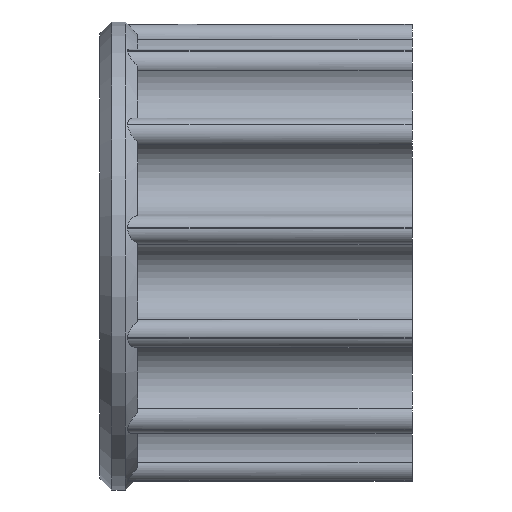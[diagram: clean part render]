
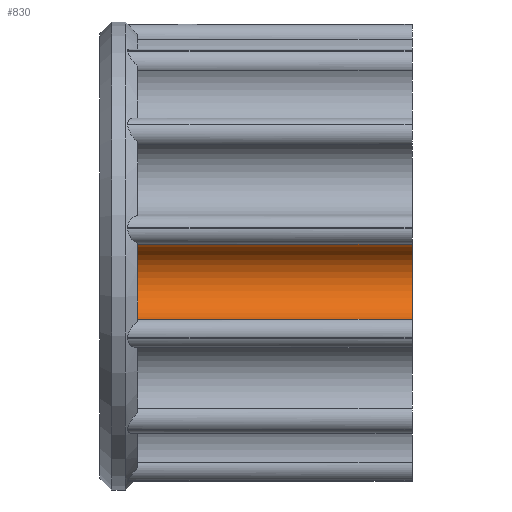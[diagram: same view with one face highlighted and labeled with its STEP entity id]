
A CAD part, left-side view. The second image highlights one B-rep face of the part: STEP entity #830.
In plain terms, the highlighted cylindrical face has radius 1.625 mm (diameter 3.25 mm), a partial arc.
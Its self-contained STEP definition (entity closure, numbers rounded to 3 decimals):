
#14 = DIRECTION ( 'NONE',  ( 0., 0., 1. ) ) ;
#144 = DIRECTION ( 'NONE',  ( 0., 1., 0. ) ) ;
#347 = CIRCLE ( 'NONE', #3782, 1.625 ) ;
#363 = CYLINDRICAL_SURFACE ( 'NONE', #4022, 1.625 ) ;
#387 = CARTESIAN_POINT ( 'NONE',  ( -9.27, 0., -1.126 ) ) ;
#748 = DIRECTION ( 'NONE',  ( 0., -1., 0. ) ) ;
#779 = CARTESIAN_POINT ( 'NONE',  ( -9.152, -1.587, 0.495 ) ) ;
#830 = ADVANCED_FACE ( 'NONE', ( #3214 ), #363, .F. ) ;
#836 = AXIS2_PLACEMENT_3D ( 'NONE', #886, #1113, #1839 ) ;
#869 = ORIENTED_EDGE ( 'NONE', *, *, #2959, .T. ) ;
#871 = VECTOR ( 'NONE', #144, 1000. ) ;
#886 = CARTESIAN_POINT ( 'NONE',  ( -9.27, 10., -1.126 ) ) ;
#905 = CARTESIAN_POINT ( 'NONE',  ( -9.152, 10., 0.495 ) ) ;
#997 = CARTESIAN_POINT ( 'NONE',  ( -8.768, 10., -2.671 ) ) ;
#1070 = VECTOR ( 'NONE', #748, 1000. ) ;
#1113 = DIRECTION ( 'NONE',  ( 0., 1., 0. ) ) ;
#1405 = LINE ( 'NONE', #2834, #1070 ) ;
#1434 = VERTEX_POINT ( 'NONE', #779 ) ;
#1592 = CARTESIAN_POINT ( 'NONE',  ( -9.152, 0., 0.495 ) ) ;
#1673 = CARTESIAN_POINT ( 'NONE',  ( -8.768, -1.587, -2.671 ) ) ;
#1839 = DIRECTION ( 'NONE',  ( 0.993, 0., 0.121 ) ) ;
#1883 = ORIENTED_EDGE ( 'NONE', *, *, #2256, .F. ) ;
#1919 = DIRECTION ( 'NONE',  ( 0., 1., 0. ) ) ;
#2023 = DIRECTION ( 'NONE',  ( 0., 1., 0. ) ) ;
#2251 = EDGE_CURVE ( 'NONE', #1434, #3140, #4100, .T. ) ;
#2256 = EDGE_CURVE ( 'NONE', #1434, #4159, #347, .T. ) ;
#2585 = EDGE_LOOP ( 'NONE', ( #3474, #869, #1883, #3916 ) ) ;
#2634 = EDGE_CURVE ( 'NONE', #3140, #3315, #3618, .T. ) ;
#2834 = CARTESIAN_POINT ( 'NONE',  ( -8.768, 0., -2.671 ) ) ;
#2959 = EDGE_CURVE ( 'NONE', #3315, #4159, #1405, .T. ) ;
#3140 = VERTEX_POINT ( 'NONE', #905 ) ;
#3214 = FACE_OUTER_BOUND ( 'NONE', #2585, .T. ) ;
#3315 = VERTEX_POINT ( 'NONE', #997 ) ;
#3474 = ORIENTED_EDGE ( 'NONE', *, *, #2634, .T. ) ;
#3618 = CIRCLE ( 'NONE', #836, 1.625 ) ;
#3770 = CARTESIAN_POINT ( 'NONE',  ( -9.27, -1.587, -1.126 ) ) ;
#3782 = AXIS2_PLACEMENT_3D ( 'NONE', #3770, #1919, #4433 ) ;
#3916 = ORIENTED_EDGE ( 'NONE', *, *, #2251, .T. ) ;
#4022 = AXIS2_PLACEMENT_3D ( 'NONE', #387, #2023, #14 ) ;
#4100 = LINE ( 'NONE', #1592, #871 ) ;
#4159 = VERTEX_POINT ( 'NONE', #1673 ) ;
#4433 = DIRECTION ( 'NONE',  ( 0., 0., -1. ) ) ;
